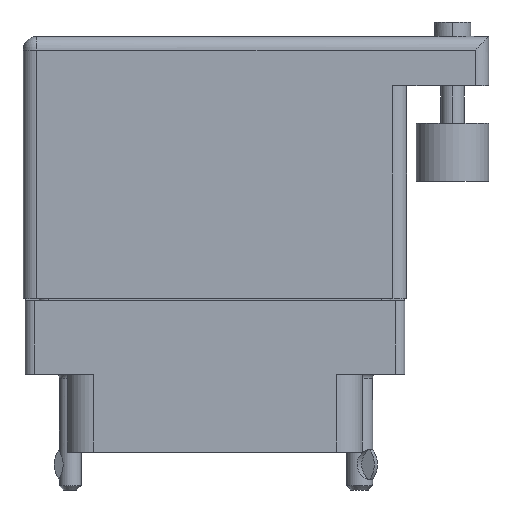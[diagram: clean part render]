
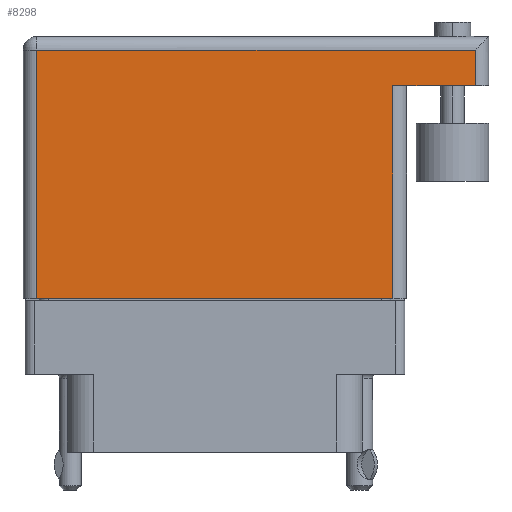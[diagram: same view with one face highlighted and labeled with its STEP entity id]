
A CAD part, front view. The second image highlights one B-rep face of the part: STEP entity #8298.
In plain terms, the highlighted face is planar.
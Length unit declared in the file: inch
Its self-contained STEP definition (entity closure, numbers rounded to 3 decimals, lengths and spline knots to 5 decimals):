
#135 = VECTOR ( 'NONE', #18940, 39.37008 ) ;
#493 = VERTEX_POINT ( 'NONE', #21905 ) ;
#1042 = CARTESIAN_POINT ( 'NONE',  ( -0.6155, 0.759, 0.3575 ) ) ;
#1843 = PLANE ( 'NONE',  #5992 ) ;
#2081 = DIRECTION ( 'NONE',  ( -1., 0., 0. ) ) ;
#2656 = CARTESIAN_POINT ( 'NONE',  ( -0.6625, 0.759, 0.3575 ) ) ;
#2787 = VECTOR ( 'NONE', #22447, 39.37008 ) ;
#2943 = ORIENTED_EDGE ( 'NONE', *, *, #7015, .T. ) ;
#3018 = EDGE_CURVE ( 'NONE', #36794, #35695, #16756, .T. ) ;
#3212 = LINE ( 'NONE', #20520, #22224 ) ;
#4089 = EDGE_CURVE ( 'NONE', #12558, #493, #6830, .T. ) ;
#5106 = DIRECTION ( 'NONE',  ( 0., 1., 0. ) ) ;
#5764 = ORIENTED_EDGE ( 'NONE', *, *, #26528, .F. ) ;
#5992 = AXIS2_PLACEMENT_3D ( 'NONE', #13087, #27459, #2081 ) ;
#6830 = LINE ( 'NONE', #13453, #8615 ) ;
#7015 = EDGE_CURVE ( 'NONE', #8825, #36794, #3212, .T. ) ;
#7401 = DIRECTION ( 'NONE',  ( 0., 1., 0. ) ) ;
#8298 = ADVANCED_FACE ( 'NONE', ( #29683 ), #1843, .F. ) ;
#8615 = VECTOR ( 'NONE', #7401, 39.37008 ) ;
#8825 = VERTEX_POINT ( 'NONE', #28804 ) ;
#9442 = LINE ( 'NONE', #30408, #135 ) ;
#12090 = LINE ( 'NONE', #2656, #2787 ) ;
#12558 = VERTEX_POINT ( 'NONE', #27613 ) ;
#12702 = DIRECTION ( 'NONE',  ( 0., -1., 0. ) ) ;
#13087 = CARTESIAN_POINT ( 'NONE',  ( -0.6625, 0.806, 0.3575 ) ) ;
#13453 = CARTESIAN_POINT ( 'NONE',  ( 0.8995, 0.806, 0.3575 ) ) ;
#13806 = ORIENTED_EDGE ( 'NONE', *, *, #35651, .T. ) ;
#15506 = ORIENTED_EDGE ( 'NONE', *, *, #4089, .T. ) ;
#16756 = LINE ( 'NONE', #19198, #26508 ) ;
#18940 = DIRECTION ( 'NONE',  ( -1., 0., 0. ) ) ;
#19198 = CARTESIAN_POINT ( 'NONE',  ( 0.6155, 0.636, 0.3575 ) ) ;
#20520 = CARTESIAN_POINT ( 'NONE',  ( -0.6625, -0.1, 0.3575 ) ) ;
#21030 = EDGE_LOOP ( 'NONE', ( #2943, #26147, #5764, #15506, #13806, #21802 ) ) ;
#21802 = ORIENTED_EDGE ( 'NONE', *, *, #31578, .T. ) ;
#21905 = CARTESIAN_POINT ( 'NONE',  ( 0.8995, 0.759, 0.3575 ) ) ;
#22224 = VECTOR ( 'NONE', #26460, 39.37008 ) ;
#22447 = DIRECTION ( 'NONE',  ( -1., 0., 0. ) ) ;
#22774 = CARTESIAN_POINT ( 'NONE',  ( 0.6155, -0.1, 0.3575 ) ) ;
#22910 = VERTEX_POINT ( 'NONE', #1042 ) ;
#26147 = ORIENTED_EDGE ( 'NONE', *, *, #3018, .T. ) ;
#26460 = DIRECTION ( 'NONE',  ( 1., 0., 0. ) ) ;
#26508 = VECTOR ( 'NONE', #5106, 39.37008 ) ;
#26528 = EDGE_CURVE ( 'NONE', #12558, #35695, #9442, .T. ) ;
#27459 = DIRECTION ( 'NONE',  ( 0., 0., -1. ) ) ;
#27613 = CARTESIAN_POINT ( 'NONE',  ( 0.8995, 0.636, 0.3575 ) ) ;
#28804 = CARTESIAN_POINT ( 'NONE',  ( -0.6155, -0.1, 0.3575 ) ) ;
#28890 = LINE ( 'NONE', #30207, #35584 ) ;
#29683 = FACE_OUTER_BOUND ( 'NONE', #21030, .T. ) ;
#30207 = CARTESIAN_POINT ( 'NONE',  ( -0.6155, -0.1, 0.3575 ) ) ;
#30408 = CARTESIAN_POINT ( 'NONE',  ( 0.9465, 0.636, 0.3575 ) ) ;
#31059 = CARTESIAN_POINT ( 'NONE',  ( 0.6155, 0.636, 0.3575 ) ) ;
#31578 = EDGE_CURVE ( 'NONE', #22910, #8825, #28890, .T. ) ;
#35584 = VECTOR ( 'NONE', #12702, 39.37008 ) ;
#35651 = EDGE_CURVE ( 'NONE', #493, #22910, #12090, .T. ) ;
#35695 = VERTEX_POINT ( 'NONE', #31059 ) ;
#36794 = VERTEX_POINT ( 'NONE', #22774 ) ;
